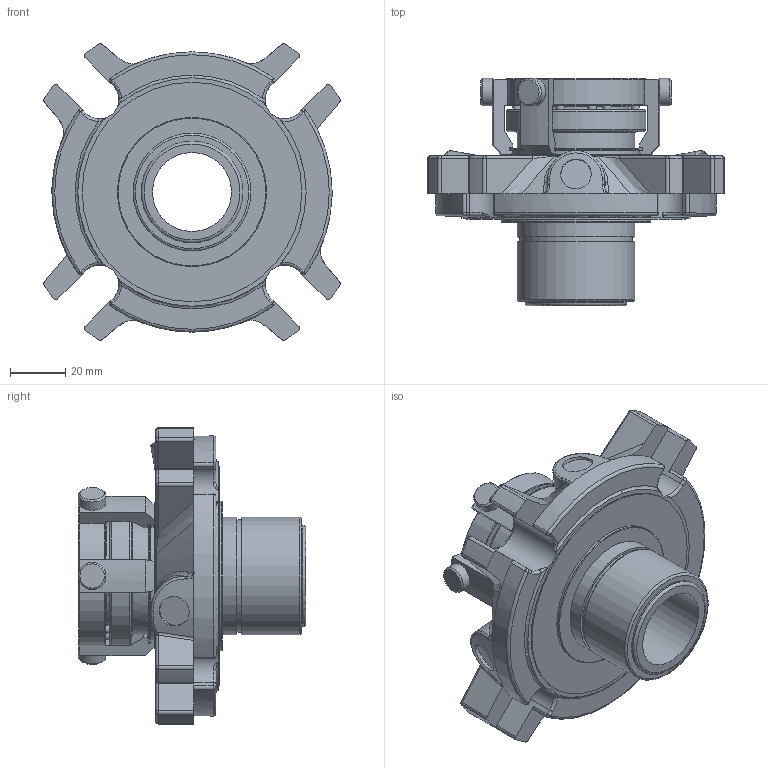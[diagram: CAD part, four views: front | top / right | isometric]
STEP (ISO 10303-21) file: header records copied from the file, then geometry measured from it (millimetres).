
FILE_DESCRIPTION(/* description */ ('Unknown'),/* implementation_level */ '2;1');
FILE_NAME(/* name */ '1.125 CDPN A+',/* time_stamp */ '2023-04-17T16:45:33-04:00',/* author */ ('Unknown'),/* organization */ ('Unknown'),/* preprocessor_version */ 'ST-DEVELOPER v18.102',/* originating_system */ 'Solid Edge',/* authorisation */ 'Unknown');
FILE_SCHEMA (('AUTOMOTIVE_DESIGN {1 0 10303 214 3 1 1}'));
Length unit declared in the file: millimetre
Products named in the file (1): 3090886-1.125 CDPN A+
Bounding box: 107.25 x 82.24 x 107.25 mm (x, y, z)
Volume: 222133 mm3; surface area: 49181 mm2
Topology: 1 solids, 1 shells, 618 faces, 1547 edges, 924 vertices
Faces by surface type: cylinder 226, plane 154, bspline 87, torus 80, sphere 40, cone 31
Full cylindrical faces by diameter (mm): 2.452 x1, 2.87 x8, 3.175 x2, 10 x4, 10.998 x3, 28.575 x1, 36.754 x1, 38.303 x1, 40.742 x1, 42.545 x1, 42.596 x1, 42.647 x1, 46.965 x1, 48.489 x1, 50.597 x2, 53.975 x1, 79.375 x1
Entity records: 18806 total; most frequent: CARTESIAN_POINT 5156, DIRECTION 2855, ORIENTED_EDGE 2798, EDGE_CURVE 1399, AXIS2_PLACEMENT_3D 1181, VERTEX_POINT 876, EDGE_LOOP 733, FACE_BOUND 733
